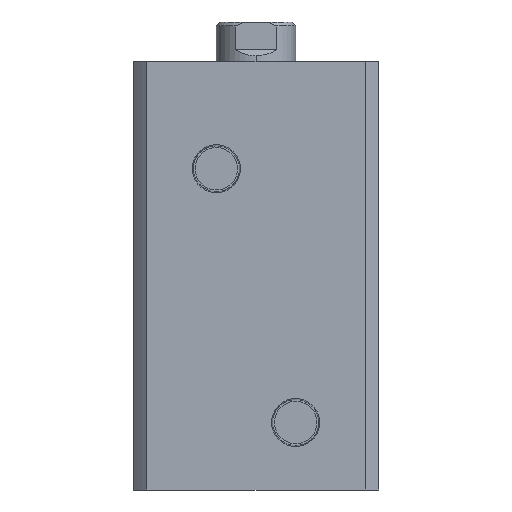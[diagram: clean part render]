
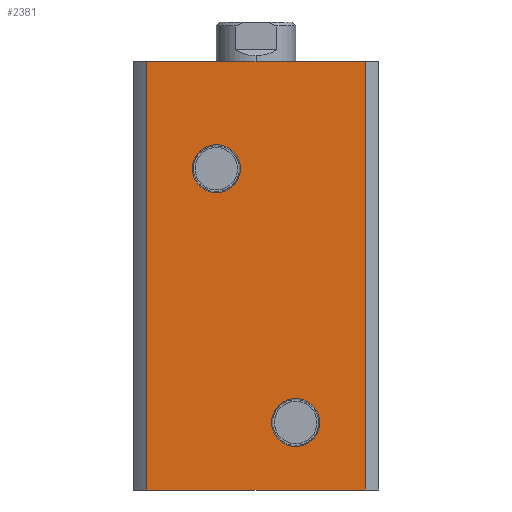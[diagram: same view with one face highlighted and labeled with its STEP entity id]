
A CAD part, left-side view. The second image highlights one B-rep face of the part: STEP entity #2381.
In plain terms, the highlighted planar face has unit normal (-1, 0, 0).
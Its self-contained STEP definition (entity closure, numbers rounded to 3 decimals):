
#137 = ORIENTED_EDGE ( 'NONE', *, *, #718, .T. ) ;
#143 = ORIENTED_EDGE ( 'NONE', *, *, #719, .F. ) ;
#153 = ORIENTED_EDGE ( 'NONE', *, *, #720, .F. ) ;
#158 = ORIENTED_EDGE ( 'NONE', *, *, #723, .F. ) ;
#160 = ORIENTED_EDGE ( 'NONE', *, *, #789, .F. ) ;
#166 = ORIENTED_EDGE ( 'NONE', *, *, #797, .F. ) ;
#176 = ORIENTED_EDGE ( 'NONE', *, *, #721, .T. ) ;
#190 = ORIENTED_EDGE ( 'NONE', *, *, #722, .F. ) ;
#327 = DIRECTION ( 'NONE',  ( 0., 0., -1. ) ) ;
#331 = CARTESIAN_POINT ( 'NONE',  ( -31., 0., 108. ) ) ;
#332 = CARTESIAN_POINT ( 'NONE',  ( -31., 27.591, 108. ) ) ;
#337 = DIRECTION ( 'NONE',  ( 0., -1., 0. ) ) ;
#338 = CARTESIAN_POINT ( 'NONE',  ( -31., -27.591, 108. ) ) ;
#339 = DIRECTION ( 'NONE',  ( 0., 0., -1. ) ) ;
#340 = CARTESIAN_POINT ( 'NONE',  ( -31., 0., 0. ) ) ;
#341 = DIRECTION ( 'NONE',  ( 0., -1., 0. ) ) ;
#343 = CARTESIAN_POINT ( 'NONE',  ( -31., -10., 17. ) ) ;
#344 = DIRECTION ( 'NONE',  ( -1., 0., 0. ) ) ;
#345 = DIRECTION ( 'NONE',  ( 0., 0., 1. ) ) ;
#346 = CARTESIAN_POINT ( 'NONE',  ( -31., 10., 81. ) ) ;
#347 = DIRECTION ( 'NONE',  ( -1., 0., 0. ) ) ;
#348 = DIRECTION ( 'NONE',  ( 0., 0., 1. ) ) ;
#517 = CARTESIAN_POINT ( 'NONE',  ( -31., -10., 17. ) ) ;
#518 = DIRECTION ( 'NONE',  ( -1., 0., 0. ) ) ;
#519 = DIRECTION ( 'NONE',  ( 0., 0., 1. ) ) ;
#537 = CARTESIAN_POINT ( 'NONE',  ( -31., 10., 81. ) ) ;
#538 = DIRECTION ( 'NONE',  ( -1., 0., 0. ) ) ;
#539 = DIRECTION ( 'NONE',  ( 0., 0., 1. ) ) ;
#718 = EDGE_CURVE ( 'NONE', #2247, #2242, #2553, .T. ) ;
#719 = EDGE_CURVE ( 'NONE', #2247, #2243, #2558, .T. ) ;
#720 = EDGE_CURVE ( 'NONE', #2243, #2246, #2561, .T. ) ;
#721 = EDGE_CURVE ( 'NONE', #2242, #2246, #2563, .T. ) ;
#722 = EDGE_CURVE ( 'NONE', #3117, #3112, #2565, .T. ) ;
#723 = EDGE_CURVE ( 'NONE', #2194, #2193, #2559, .T. ) ;
#789 = EDGE_CURVE ( 'NONE', #3112, #3117, #2661, .T. ) ;
#797 = EDGE_CURVE ( 'NONE', #2193, #2194, #2673, .T. ) ;
#884 = AXIS2_PLACEMENT_3D ( 'NONE', #343, #344, #345 ) ;
#885 = AXIS2_PLACEMENT_3D ( 'NONE', #346, #347, #348 ) ;
#922 = AXIS2_PLACEMENT_3D ( 'NONE', #517, #518, #519 ) ;
#926 = AXIS2_PLACEMENT_3D ( 'NONE', #537, #538, #539 ) ;
#1026 = AXIS2_PLACEMENT_3D ( 'NONE', #2057, #2054, #2060 ) ;
#1248 = CARTESIAN_POINT ( 'NONE',  ( -31., -10., 10.94 ) ) ;
#1256 = CARTESIAN_POINT ( 'NONE',  ( -31., -10., 23.06 ) ) ;
#1704 = CARTESIAN_POINT ( 'NONE',  ( -31., 10., 74.94 ) ) ;
#1705 = CARTESIAN_POINT ( 'NONE',  ( -31., 10., 87.06 ) ) ;
#1798 = CARTESIAN_POINT ( 'NONE',  ( -31., 27.591, 0. ) ) ;
#1799 = CARTESIAN_POINT ( 'NONE',  ( -31., -27.591, 108. ) ) ;
#1803 = CARTESIAN_POINT ( 'NONE',  ( -31., -27.591, 0. ) ) ;
#1804 = CARTESIAN_POINT ( 'NONE',  ( -31., 27.591, 108. ) ) ;
#2054 = DIRECTION ( 'NONE',  ( 1., 0., 0. ) ) ;
#2057 = CARTESIAN_POINT ( 'NONE',  ( -31., 0., 108. ) ) ;
#2058 = PLANE ( 'NONE',  #1026 ) ;
#2060 = DIRECTION ( 'NONE',  ( 0., 0., -1. ) ) ;
#2193 = VERTEX_POINT ( 'NONE', #1704 ) ;
#2194 = VERTEX_POINT ( 'NONE', #1705 ) ;
#2242 = VERTEX_POINT ( 'NONE', #1798 ) ;
#2243 = VERTEX_POINT ( 'NONE', #1799 ) ;
#2246 = VERTEX_POINT ( 'NONE', #1803 ) ;
#2247 = VERTEX_POINT ( 'NONE', #1804 ) ;
#2381 = ADVANCED_FACE ( 'NONE', ( #2955, #2950, #2956 ), #2058, .F. ) ;
#2553 = LINE ( 'NONE', #332, #2560 ) ;
#2558 = LINE ( 'NONE', #331, #2562 ) ;
#2559 = CIRCLE ( 'NONE', #885, 6.06 ) ;
#2560 = VECTOR ( 'NONE', #327, 1000. ) ;
#2561 = LINE ( 'NONE', #338, #2564 ) ;
#2562 = VECTOR ( 'NONE', #337, 1000. ) ;
#2563 = LINE ( 'NONE', #340, #2566 ) ;
#2564 = VECTOR ( 'NONE', #339, 1000. ) ;
#2565 = CIRCLE ( 'NONE', #884, 6.06 ) ;
#2566 = VECTOR ( 'NONE', #341, 1000. ) ;
#2661 = CIRCLE ( 'NONE', #922, 6.06 ) ;
#2673 = CIRCLE ( 'NONE', #926, 6.06 ) ;
#2950 = FACE_BOUND ( 'NONE', #3264, .T. ) ;
#2955 = FACE_BOUND ( 'NONE', #3294, .T. ) ;
#2956 = FACE_OUTER_BOUND ( 'NONE', #3181, .T. ) ;
#3112 = VERTEX_POINT ( 'NONE', #1248 ) ;
#3117 = VERTEX_POINT ( 'NONE', #1256 ) ;
#3181 = EDGE_LOOP ( 'NONE', ( #176, #153, #143, #137 ) ) ;
#3264 = EDGE_LOOP ( 'NONE', ( #190, #160 ) ) ;
#3294 = EDGE_LOOP ( 'NONE', ( #158, #166 ) ) ;
